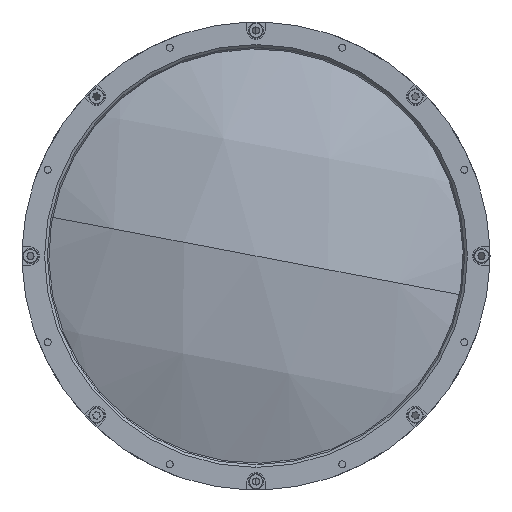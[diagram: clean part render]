
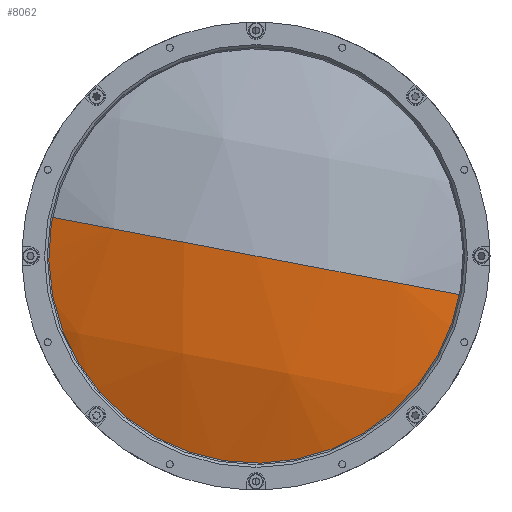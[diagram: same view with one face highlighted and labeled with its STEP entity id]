
A CAD part, left-side view. The second image highlights one B-rep face of the part: STEP entity #8062.
In plain terms, the highlighted spherical face has radius 192.8 mm.
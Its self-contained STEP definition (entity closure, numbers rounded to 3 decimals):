
#754 = ORIENTED_EDGE ( 'NONE', *, *, #15744, .F. ) ;
#1979 = CIRCLE ( 'NONE', #17369, 76. ) ;
#2300 = DIRECTION ( 'NONE',  ( 0., 0.187, -0.982 ) ) ;
#2896 = EDGE_CURVE ( 'NONE', #32941, #31463, #14624, .T. ) ;
#6030 = SPHERICAL_SURFACE ( 'NONE', #7240, 192.8 ) ;
#7240 = AXIS2_PLACEMENT_3D ( 'NONE', #17868, #2300, #20429 ) ;
#8062 = ADVANCED_FACE ( 'NONE', ( #18180 ), #6030, .T. ) ;
#8092 = CARTESIAN_POINT ( 'NONE',  ( 13.011, 74.665, 14.182 ) ) ;
#8970 = CARTESIAN_POINT ( 'NONE',  ( 13.011, -74.665, -14.182 ) ) ;
#9020 = VERTEX_POINT ( 'NONE', #8092 ) ;
#10058 = DIRECTION ( 'NONE',  ( 0., -0.187, 0.982 ) ) ;
#10356 = CARTESIAN_POINT ( 'NONE',  ( 190.2, 0., 0. ) ) ;
#11190 = DIRECTION ( 'NONE',  ( -1., 0., 0. ) ) ;
#11229 = ORIENTED_EDGE ( 'NONE', *, *, #2896, .T. ) ;
#12577 = AXIS2_PLACEMENT_3D ( 'NONE', #10356, #28405, #12951 ) ;
#12951 = DIRECTION ( 'NONE',  ( 0., 0.982, 0.187 ) ) ;
#14624 = CIRCLE ( 'NONE', #12577, 192.8 ) ;
#15508 = EDGE_LOOP ( 'NONE', ( #17179, #11229, #754 ) ) ;
#15744 = EDGE_CURVE ( 'NONE', #9020, #31463, #25644, .T. ) ;
#17179 = ORIENTED_EDGE ( 'NONE', *, *, #24171, .T. ) ;
#17369 = AXIS2_PLACEMENT_3D ( 'NONE', #26648, #11190, #29256 ) ;
#17868 = CARTESIAN_POINT ( 'NONE',  ( 190.2, 0., 0. ) ) ;
#18180 = FACE_OUTER_BOUND ( 'NONE', #15508, .T. ) ;
#20429 = DIRECTION ( 'NONE',  ( 0., 0.982, 0.187 ) ) ;
#23217 = CARTESIAN_POINT ( 'NONE',  ( -2.6, 0., 0. ) ) ;
#24171 = EDGE_CURVE ( 'NONE', #9020, #32941, #1979, .T. ) ;
#25504 = CARTESIAN_POINT ( 'NONE',  ( 190.2, 0., 0. ) ) ;
#25644 = CIRCLE ( 'NONE', #26514, 192.8 ) ;
#26514 = AXIS2_PLACEMENT_3D ( 'NONE', #25504, #10058, #28117 ) ;
#26648 = CARTESIAN_POINT ( 'NONE',  ( 13.011, 0., 0. ) ) ;
#28117 = DIRECTION ( 'NONE',  ( 0., -0.982, -0.187 ) ) ;
#28405 = DIRECTION ( 'NONE',  ( 0., 0.187, -0.982 ) ) ;
#29256 = DIRECTION ( 'NONE',  ( 0., 0.187, -0.982 ) ) ;
#31463 = VERTEX_POINT ( 'NONE', #23217 ) ;
#32941 = VERTEX_POINT ( 'NONE', #8970 ) ;
